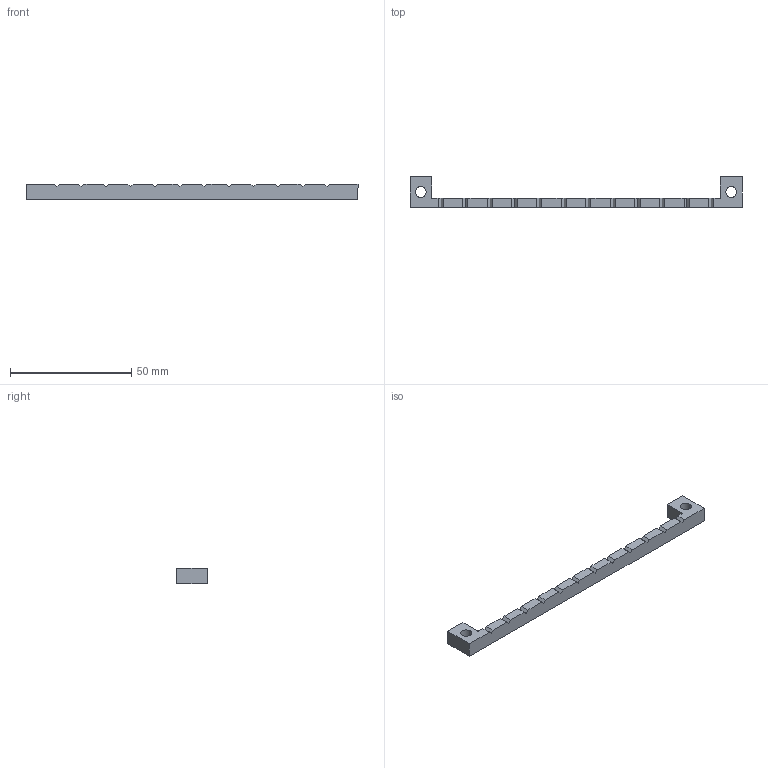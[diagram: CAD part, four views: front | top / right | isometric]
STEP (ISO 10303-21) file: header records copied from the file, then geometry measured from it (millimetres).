
FILE_DESCRIPTION (( 'STEP AP203' ), '1' );
FILE_NAME ('D1002373-v2_aLIGO_SUS_HSTS_MAGNET GLUING CLAMPING BLOCK.STEP', '2011-06-14T18:31:48', ( '' ), ( '' ), 'SwSTEP 2.0', 'SolidWorks 2010', '' );
FILE_SCHEMA (( 'CONFIG_CONTROL_DESIGN' ));
Length unit declared in the file: inch
Products named in the file (1): D1002373-v2_aLIGO_SUS_HSTS_MAGNET GLUING CLAMPING BLOCK
Bounding box: 137.16 x 12.7 x 6.35 mm (x, y, z)
Volume: 4067.6 mm3; surface area: 3503.4 mm2
Topology: 1 solids, 1 shells, 64 faces, 186 edges, 124 vertices
Faces by surface type: plane 46, cylinder 18
Entity records: 2193 total; most frequent: CARTESIAN_POINT 375, ORIENTED_EDGE 372, DIRECTION 352, EDGE_CURVE 186, VECTOR 150, LINE 150, VERTEX_POINT 124, AXIS2_PLACEMENT_3D 101
